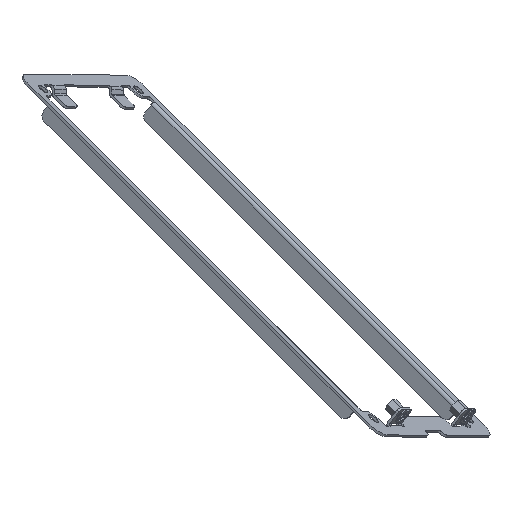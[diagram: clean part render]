
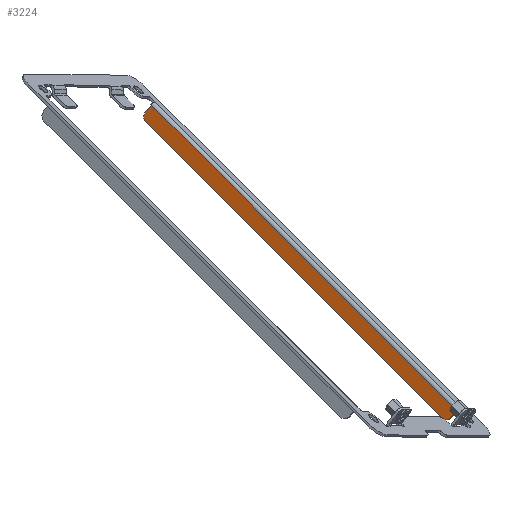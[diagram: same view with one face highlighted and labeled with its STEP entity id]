
A CAD part, isometric view. The second image highlights one B-rep face of the part: STEP entity #3224.
In plain terms, the highlighted face is planar.
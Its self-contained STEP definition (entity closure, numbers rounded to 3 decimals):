
#3018=CARTESIAN_POINT('Line Origine',(42.,0.,-0.5)) ;
#3022=CARTESIAN_POINT('Vertex',(42.,-88.,-0.5)) ;
#3024=CARTESIAN_POINT('Vertex',(42.,88.,-0.5)) ;
#3131=CARTESIAN_POINT('Vertex',(42.,85.,-7.)) ;
#3138=CARTESIAN_POINT('Vertex',(42.,-85.,-7.)) ;
#3141=CARTESIAN_POINT('Line Origine',(42.,0.,-7.)) ;
#3158=CARTESIAN_POINT('Axis2P3D Location',(42.,-85.,-4.)) ;
#3162=CARTESIAN_POINT('Vertex',(42.,-88.,-4.)) ;
#3182=CARTESIAN_POINT('Axis2P3D Location',(42.,85.,-4.)) ;
#3186=CARTESIAN_POINT('Vertex',(42.,88.,-4.)) ;
#3201=CARTESIAN_POINT('Axis2P3D Location',(42.,0.,-0.5)) ;
#3206=CARTESIAN_POINT('Line Origine',(42.,-88.,-2.25)) ;
#3211=CARTESIAN_POINT('Line Origine',(42.,88.,-2.25)) ;
#3019=DIRECTION('Vector Direction',(0.,1.,0.)) ;
#3142=DIRECTION('Vector Direction',(0.,1.,0.)) ;
#3159=DIRECTION('Axis2P3D Direction',(1.,0.,0.)) ;
#3183=DIRECTION('Axis2P3D Direction',(1.,0.,0.)) ;
#3202=DIRECTION('Axis2P3D Direction',(1.,-0.,0.)) ;
#3203=DIRECTION('Axis2P3D XDirection',(0.,0.,-1.)) ;
#3207=DIRECTION('Vector Direction',(0.,0.,-1.)) ;
#3212=DIRECTION('Vector Direction',(0.,0.,-1.)) ;
#3160=AXIS2_PLACEMENT_3D('Circle Axis2P3D',#3158,#3159,$) ;
#3184=AXIS2_PLACEMENT_3D('Circle Axis2P3D',#3182,#3183,$) ;
#3204=AXIS2_PLACEMENT_3D('Plane Axis2P3D',#3201,#3202,#3203) ;
#3217=ORIENTED_EDGE('',*,*,#3188,.F.) ;
#3218=ORIENTED_EDGE('',*,*,#3145,.F.) ;
#3219=ORIENTED_EDGE('',*,*,#3164,.F.) ;
#3220=ORIENTED_EDGE('',*,*,#3210,.T.) ;
#3221=ORIENTED_EDGE('',*,*,#3026,.T.) ;
#3222=ORIENTED_EDGE('',*,*,#3215,.F.) ;
#3020=VECTOR('Line Direction',#3019,1.) ;
#3143=VECTOR('Line Direction',#3142,1.) ;
#3208=VECTOR('Line Direction',#3207,1.) ;
#3213=VECTOR('Line Direction',#3212,1.) ;
#3224=ADVANCED_FACE('PartBody',(#3223),#3205,.F.) ;
#3161=CIRCLE('generated circle',#3160,3.) ;
#3185=CIRCLE('generated circle',#3184,3.) ;
#3026=EDGE_CURVE('',#3023,#3025,#3021,.T.) ;
#3145=EDGE_CURVE('',#3139,#3132,#3144,.T.) ;
#3164=EDGE_CURVE('',#3163,#3139,#3161,.T.) ;
#3188=EDGE_CURVE('',#3132,#3187,#3185,.T.) ;
#3210=EDGE_CURVE('',#3163,#3023,#3209,.F.) ;
#3215=EDGE_CURVE('',#3187,#3025,#3214,.F.) ;
#3216=EDGE_LOOP('',(#3217,#3218,#3219,#3220,#3221,#3222)) ;
#3223=FACE_OUTER_BOUND('',#3216,.T.) ;
#3021=LINE('Line',#3018,#3020) ;
#3144=LINE('Line',#3141,#3143) ;
#3209=LINE('Line',#3206,#3208) ;
#3214=LINE('Line',#3211,#3213) ;
#3205=PLANE('',#3204) ;
#3023=VERTEX_POINT('',#3022) ;
#3025=VERTEX_POINT('',#3024) ;
#3132=VERTEX_POINT('',#3131) ;
#3139=VERTEX_POINT('',#3138) ;
#3163=VERTEX_POINT('',#3162) ;
#3187=VERTEX_POINT('',#3186) ;
